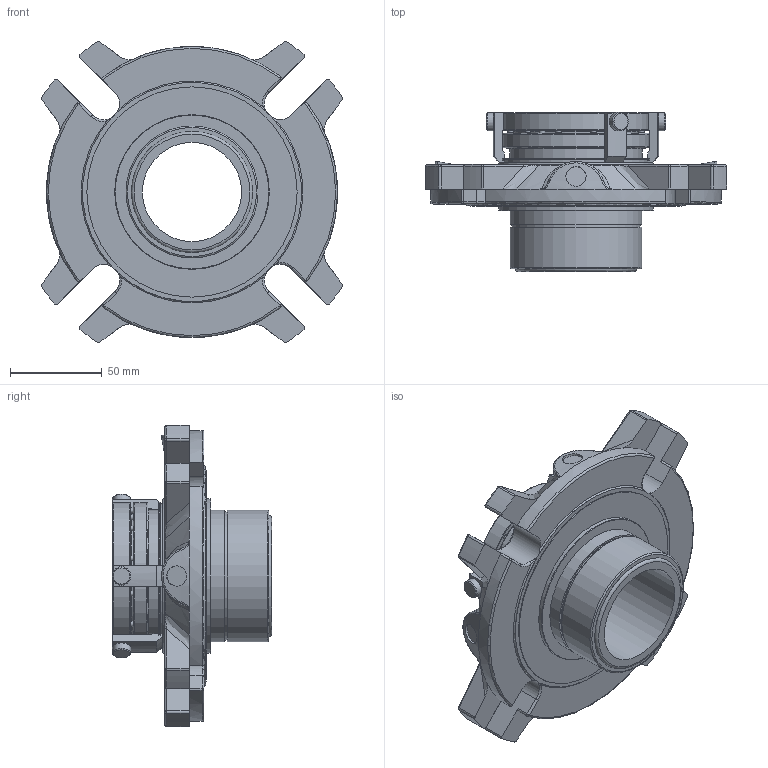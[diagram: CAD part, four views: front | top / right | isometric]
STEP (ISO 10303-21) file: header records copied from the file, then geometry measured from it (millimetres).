
FILE_DESCRIPTION(/* description */ ('Unknown'),/* implementation_level */ '2;1');
FILE_NAME(/* name */ '2.125 CDPN A+',/* time_stamp */ '2023-04-18T11:13:25-04:00',/* author */ ('Unknown'),/* organization */ ('Unknown'),/* preprocessor_version */ 'ST-DEVELOPER v18.102',/* originating_system */ 'Solid Edge',/* authorisation */ 'Unknown');
FILE_SCHEMA (('AUTOMOTIVE_DESIGN {1 0 10303 214 3 1 1}'));
Length unit declared in the file: millimetre
Products named in the file (1): 3055795-2.125 CDPN A+
Bounding box: 163.83 x 86.56 x 163.83 mm (x, y, z)
Volume: 505820.7 mm3; surface area: 90504.6 mm2
Topology: 1 solids, 1 shells, 617 faces, 1615 edges, 975 vertices
Faces by surface type: cylinder 228, plane 148, torus 89, bspline 84, sphere 37, cone 31
Full cylindrical faces by diameter (mm): 2.87 x12, 3.175 x2, 3.785 x1, 10 x4, 10.998 x3, 53.975 x1, 65.913 x1, 67.462 x1, 69.977 x1, 71.704 x1, 71.755 x1, 71.78 x1, 78.867 x1, 79.705 x1, 80.391 x1, 83.439 x1, 84.125 x1, 114.3 x1
Entity records: 19602 total; most frequent: CARTESIAN_POINT 5558, DIRECTION 2924, ORIENTED_EDGE 2902, EDGE_CURVE 1451, AXIS2_PLACEMENT_3D 1212, VERTEX_POINT 922, EDGE_LOOP 749, FACE_BOUND 749
